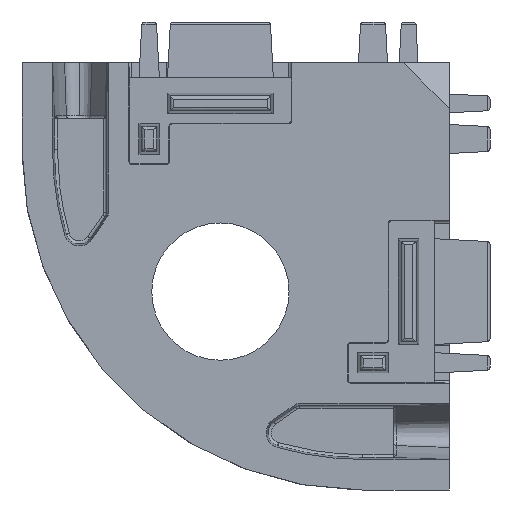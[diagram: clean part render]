
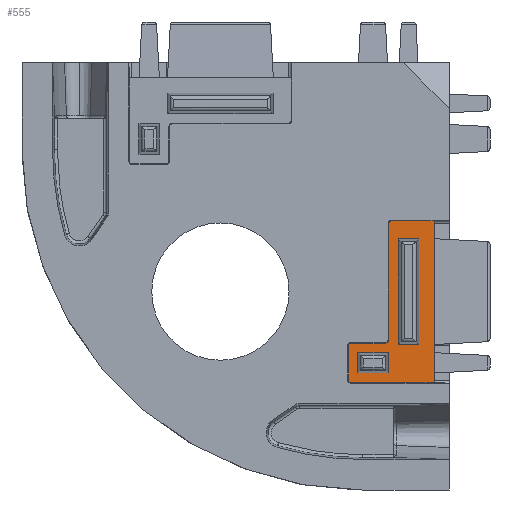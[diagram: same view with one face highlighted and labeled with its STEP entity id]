
A CAD part, left-side view. The second image highlights one B-rep face of the part: STEP entity #555.
In plain terms, the highlighted planar face has unit normal (-1, 0, 0).
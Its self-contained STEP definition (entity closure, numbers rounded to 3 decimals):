
#555=ADVANCED_FACE('NONE',(#1271,#1272,#1273),#1274,.F.);
#1271=FACE_OUTER_BOUND('',#2320,.T.);
#1272=FACE_BOUND('',#2321,.T.);
#1273=FACE_BOUND('',#2322,.T.);
#1274=PLANE('',#2323);
#2320=EDGE_LOOP('',(#4173,#4174,#4175,#4176,#4177,#4178,#4179,#4180,#4181,#4182));
#2321=EDGE_LOOP('',(#4183,#4184,#4185,#4186));
#2322=EDGE_LOOP('',(#4187,#4188,#4189,#4190));
#2323=AXIS2_PLACEMENT_3D('',#4191,#4192,#4193);
#4173=ORIENTED_EDGE('',*,*,#6035,.F.);
#4174=ORIENTED_EDGE('',*,*,#5803,.T.);
#4175=ORIENTED_EDGE('',*,*,#6036,.F.);
#4176=ORIENTED_EDGE('',*,*,#5799,.T.);
#4177=ORIENTED_EDGE('',*,*,#6037,.F.);
#4178=ORIENTED_EDGE('',*,*,#5795,.T.);
#4179=ORIENTED_EDGE('',*,*,#6038,.F.);
#4180=ORIENTED_EDGE('',*,*,#5792,.T.);
#4181=ORIENTED_EDGE('',*,*,#6039,.F.);
#4182=ORIENTED_EDGE('',*,*,#5807,.T.);
#4183=ORIENTED_EDGE('',*,*,#6040,.F.);
#4184=ORIENTED_EDGE('',*,*,#6041,.F.);
#4185=ORIENTED_EDGE('',*,*,#6042,.F.);
#4186=ORIENTED_EDGE('',*,*,#6043,.F.);
#4187=ORIENTED_EDGE('',*,*,#6044,.F.);
#4188=ORIENTED_EDGE('',*,*,#6045,.F.);
#4189=ORIENTED_EDGE('',*,*,#6046,.F.);
#4190=ORIENTED_EDGE('',*,*,#6047,.F.);
#4191=CARTESIAN_POINT('',(1.5,9.7,-31.2));
#4192=DIRECTION('',(1.0,-0.0,0.0));
#4193=DIRECTION('',(0.0,1.0,0.0));
#5792=EDGE_CURVE('NONE',#6959,#6961,#6963,.T.);
#5795=EDGE_CURVE('NONE',#6967,#6965,#6968,.T.);
#5799=EDGE_CURVE('NONE',#6973,#6971,#6974,.T.);
#5803=EDGE_CURVE('NONE',#6979,#6977,#6980,.T.);
#5807=EDGE_CURVE('NONE',#6985,#6983,#6986,.T.);
#6035=EDGE_CURVE('NONE',#6979,#6983,#7301,.T.);
#6036=EDGE_CURVE('NONE',#6973,#6977,#7302,.T.);
#6037=EDGE_CURVE('NONE',#6967,#6971,#7303,.T.);
#6038=EDGE_CURVE('NONE',#6959,#6965,#7304,.T.);
#6039=EDGE_CURVE('NONE',#6985,#6961,#7305,.T.);
#6040=EDGE_CURVE('NONE',#7306,#7307,#7308,.T.);
#6041=EDGE_CURVE('NONE',#7309,#7306,#7310,.T.);
#6042=EDGE_CURVE('NONE',#7311,#7309,#7312,.T.);
#6043=EDGE_CURVE('NONE',#7307,#7311,#7313,.T.);
#6044=EDGE_CURVE('NONE',#7314,#7315,#7316,.T.);
#6045=EDGE_CURVE('NONE',#7317,#7314,#7318,.T.);
#6046=EDGE_CURVE('NONE',#7319,#7317,#7320,.T.);
#6047=EDGE_CURVE('NONE',#7315,#7319,#7321,.T.);
#6959=VERTEX_POINT('NONE',#8556);
#6961=VERTEX_POINT('NONE',#8559);
#6963=LINE('',#8562,#8563);
#6965=VERTEX_POINT('NONE',#8565);
#6967=VERTEX_POINT('NONE',#8568);
#6968=LINE('',#8569,#8570);
#6971=VERTEX_POINT('NONE',#8574);
#6973=VERTEX_POINT('NONE',#8577);
#6974=LINE('',#8578,#8579);
#6977=VERTEX_POINT('NONE',#8583);
#6979=VERTEX_POINT('NONE',#8586);
#6980=LINE('',#8587,#8588);
#6983=VERTEX_POINT('NONE',#8592);
#6985=VERTEX_POINT('NONE',#8595);
#6986=LINE('',#8596,#8597);
#7301=CIRCLE('',#9182,0.248);
#7302=CIRCLE('',#9183,0.352);
#7303=CIRCLE('',#9184,0.248);
#7304=CIRCLE('',#9185,0.248);
#7305=LINE('',#9186,#9187);
#7306=VERTEX_POINT('NONE',#9188);
#7307=VERTEX_POINT('NONE',#9189);
#7308=LINE('',#9190,#9191);
#7309=VERTEX_POINT('NONE',#9192);
#7310=LINE('',#9193,#9194);
#7311=VERTEX_POINT('NONE',#9195);
#7312=LINE('',#9196,#9197);
#7313=LINE('',#9198,#9199);
#7314=VERTEX_POINT('NONE',#9200);
#7315=VERTEX_POINT('NONE',#9201);
#7316=LINE('',#9202,#9203);
#7317=VERTEX_POINT('NONE',#9204);
#7318=LINE('',#9205,#9206);
#7319=VERTEX_POINT('NONE',#9207);
#7320=LINE('',#9208,#9209);
#7321=LINE('',#9210,#9211);
#8556=CARTESIAN_POINT('',(1.5,9.7,-31.448));
#8559=CARTESIAN_POINT('',(1.5,1.5,-31.448));
#8562=CARTESIAN_POINT('',(1.5,-3.531,-31.448));
#8563=VECTOR('',#10933,1000.0);
#8565=CARTESIAN_POINT('',(1.5,9.948,-31.2));
#8568=CARTESIAN_POINT('',(1.5,9.948,-27.8));
#8569=CARTESIAN_POINT('',(1.5,9.948,-31.2));
#8570=VECTOR('',#10935,1000.0);
#8574=CARTESIAN_POINT('',(1.5,9.7,-27.552));
#8577=CARTESIAN_POINT('',(1.5,6.3,-27.552));
#8578=CARTESIAN_POINT('',(1.5,9.7,-27.552));
#8579=VECTOR('',#10938,1000.0);
#8583=CARTESIAN_POINT('',(1.5,5.948,-27.2));
#8586=CARTESIAN_POINT('',(1.5,5.948,-15.8));
#8587=CARTESIAN_POINT('',(1.5,5.948,-27.2));
#8588=VECTOR('',#10941,1000.0);
#8592=CARTESIAN_POINT('',(1.5,5.7,-15.552));
#8595=CARTESIAN_POINT('',(1.5,1.5,-15.552));
#8596=CARTESIAN_POINT('',(1.5,5.7,-15.552));
#8597=VECTOR('',#10944,1000.0);
#9182=AXIS2_PLACEMENT_3D('',#11158,#11159,#11160);
#9183=AXIS2_PLACEMENT_3D('',#11161,#11162,#11163);
#9184=AXIS2_PLACEMENT_3D('',#11164,#11165,#11166);
#9185=AXIS2_PLACEMENT_3D('',#11167,#11168,#11169);
#9186=CARTESIAN_POINT('',(1.5,1.5,-31.2));
#9187=VECTOR('',#11170,1000.0);
#9188=CARTESIAN_POINT('',(1.5,9.,-28.5));
#9189=CARTESIAN_POINT('',(1.5,9.,-30.5));
#9190=CARTESIAN_POINT('',(1.5,9.,-31.2));
#9191=VECTOR('',#11171,1000.0);
#9192=CARTESIAN_POINT('',(1.5,6.0,-28.5));
#9193=CARTESIAN_POINT('',(1.5,9.7,-28.5));
#9194=VECTOR('',#11172,1000.0);
#9195=CARTESIAN_POINT('',(1.5,6.0,-30.5));
#9196=CARTESIAN_POINT('',(1.5,6.0,-31.2));
#9197=VECTOR('',#11173,1000.0);
#9198=CARTESIAN_POINT('',(1.5,9.7,-30.5));
#9199=VECTOR('',#11174,1000.0);
#9200=CARTESIAN_POINT('',(1.5,5.,-17.3));
#9201=CARTESIAN_POINT('',(1.5,5.,-27.7));
#9202=CARTESIAN_POINT('',(1.5,5.,-31.2));
#9203=VECTOR('',#11175,1000.0);
#9204=CARTESIAN_POINT('',(1.5,3.,-17.3));
#9205=CARTESIAN_POINT('',(1.5,9.7,-17.3));
#9206=VECTOR('',#11176,1000.0);
#9207=CARTESIAN_POINT('',(1.5,3.,-27.7));
#9208=CARTESIAN_POINT('',(1.5,3.,-31.2));
#9209=VECTOR('',#11177,1000.0);
#9210=CARTESIAN_POINT('',(1.5,9.7,-27.7));
#9211=VECTOR('',#11178,1000.0);
#10933=DIRECTION('',(0.,-1.0,0.));
#10935=DIRECTION('',(0.,0.,-1.0));
#10938=DIRECTION('',(0.0,1.0,0.0));
#10941=DIRECTION('',(0.,0.,-1.0));
#10944=DIRECTION('',(0.0,1.0,0.0));
#11158=CARTESIAN_POINT('',(1.5,5.7,-15.8));
#11159=DIRECTION('',(1.0,0.0,-0.0));
#11160=DIRECTION('',(0.0,0.0,1.0));
#11161=CARTESIAN_POINT('',(1.5,6.3,-27.2));
#11162=DIRECTION('',(-1.0,-0.0,-0.0));
#11163=DIRECTION('',(0.0,0.0,-1.0));
#11164=CARTESIAN_POINT('',(1.5,9.7,-27.8));
#11165=DIRECTION('',(1.0,0.0,-0.0));
#11166=DIRECTION('',(0.0,0.0,1.0));
#11167=CARTESIAN_POINT('',(1.5,9.7,-31.2));
#11168=DIRECTION('',(1.0,0.0,-0.0));
#11169=DIRECTION('',(0.0,0.0,1.0));
#11170=DIRECTION('',(0.0,0.0,-1.0));
#11171=DIRECTION('',(0.0,0.0,-1.0));
#11172=DIRECTION('',(0.0,1.0,0.0));
#11173=DIRECTION('',(-0.0,-0.0,1.0));
#11174=DIRECTION('',(-0.0,-1.0,-0.0));
#11175=DIRECTION('',(0.0,0.0,-1.0));
#11176=DIRECTION('',(0.0,1.0,0.0));
#11177=DIRECTION('',(-0.0,-0.0,1.0));
#11178=DIRECTION('',(-0.0,-1.0,-0.0));
